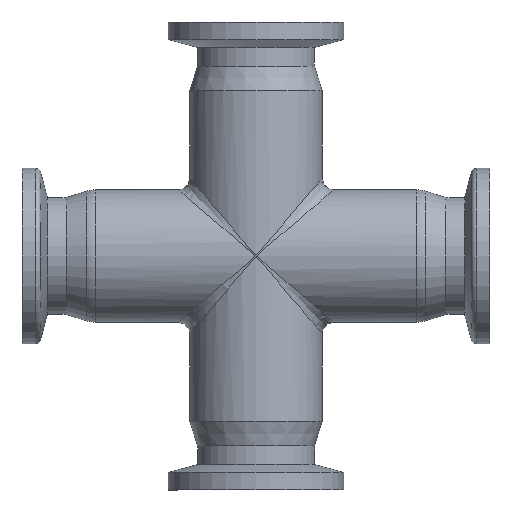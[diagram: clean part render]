
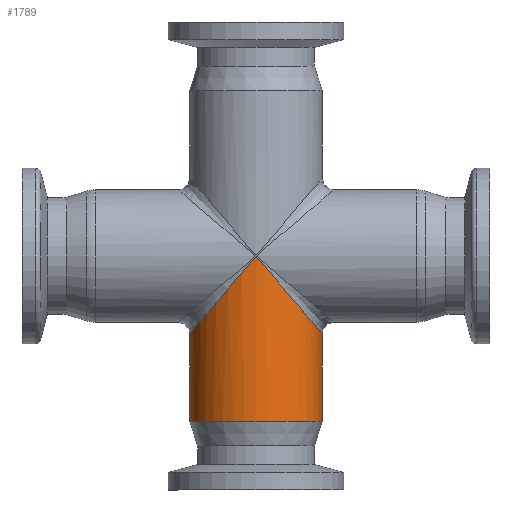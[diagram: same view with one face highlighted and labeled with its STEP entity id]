
A CAD part, front view. The second image highlights one B-rep face of the part: STEP entity #1789.
In plain terms, the highlighted cylindrical face has radius 11.3 mm (diameter 22.6 mm), a partial arc.
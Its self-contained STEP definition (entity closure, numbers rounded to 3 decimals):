
#2 = EDGE_CURVE ( 'NONE', #592, #2045, #1929, .T. ) ;
#49 = CYLINDRICAL_SURFACE ( 'NONE', #2445, 11.3 ) ;
#59 = DIRECTION ( 'NONE',  ( 0., 0., -1. ) ) ;
#71 = CARTESIAN_POINT ( 'NONE',  ( 11.3, 0., -37.5 ) ) ;
#78 = ORIENTED_EDGE ( 'NONE', *, *, #2070, .T. ) ;
#100 = ORIENTED_EDGE ( 'NONE', *, *, #2388, .F. ) ;
#119 = CARTESIAN_POINT ( 'NONE',  ( -11.3, 0., -28.26 ) ) ;
#245 = CARTESIAN_POINT ( 'NONE',  ( -11.3, 0., -37.5 ) ) ;
#251 = AXIS2_PLACEMENT_3D ( 'NONE', #414, #2010, #2127 ) ;
#373 = CARTESIAN_POINT ( 'NONE',  ( -11.3, 0., -13.3 ) ) ;
#414 = CARTESIAN_POINT ( 'NONE',  ( 0., 0., -28.26 ) ) ;
#468 = CARTESIAN_POINT ( 'NONE',  ( 11.3, 0., -13.3 ) ) ;
#549 = DIRECTION ( 'NONE',  ( -1., 0., 0. ) ) ;
#553 = EDGE_CURVE ( 'NONE', #882, #1815, #2418, .T. ) ;
#592 = VERTEX_POINT ( 'NONE', #2303 ) ;
#635 = VECTOR ( 'NONE', #59, 1000. ) ;
#657 = LINE ( 'NONE', #245, #2379 ) ;
#732 = ORIENTED_EDGE ( 'NONE', *, *, #1871, .T. ) ;
#736 = VERTEX_POINT ( 'NONE', #468 ) ;
#742 = CARTESIAN_POINT ( 'NONE',  ( 0., -11.3, 0. ) ) ;
#882 = VERTEX_POINT ( 'NONE', #929 ) ;
#910 = EDGE_LOOP ( 'NONE', ( #100, #732, #1536, #78, #2415 ) ) ;
#929 = CARTESIAN_POINT ( 'NONE',  ( 0., -11.3, 0. ) ) ;
#930 =( BOUNDED_CURVE ( )  B_SPLINE_CURVE ( 3, ( #1191, #993, #1638, #742 ),
 .UNSPECIFIED., .F., .T. ) 
 B_SPLINE_CURVE_WITH_KNOTS ( ( 4, 4 ),
 ( 0., 1.571 ),
 .UNSPECIFIED. ) 
 CURVE ( )  GEOMETRIC_REPRESENTATION_ITEM ( )  RATIONAL_B_SPLINE_CURVE ( ( 1., 0.805, 0.805, 1. ) ) 
 REPRESENTATION_ITEM ( '' )  );
#960 = LINE ( 'NONE', #71, #635 ) ;
#993 = CARTESIAN_POINT ( 'NONE',  ( 11.3, -6.619, -13.3 ) ) ;
#1003 = DIRECTION ( 'NONE',  ( 0., 0., -1. ) ) ;
#1191 = CARTESIAN_POINT ( 'NONE',  ( 11.3, 0., -13.3 ) ) ;
#1536 = ORIENTED_EDGE ( 'NONE', *, *, #553, .T. ) ;
#1638 = CARTESIAN_POINT ( 'NONE',  ( 6.619, -11.3, -7.791 ) ) ;
#1766 = CARTESIAN_POINT ( 'NONE',  ( 0., 0., -37.5 ) ) ;
#1789 = ADVANCED_FACE ( 'NONE', ( #2085 ), #49, .T. ) ;
#1815 = VERTEX_POINT ( 'NONE', #373 ) ;
#1871 = EDGE_CURVE ( 'NONE', #736, #882, #930, .T. ) ;
#1929 = CIRCLE ( 'NONE', #251, 11.3 ) ;
#2010 = DIRECTION ( 'NONE',  ( 0., 0., -1. ) ) ;
#2045 = VERTEX_POINT ( 'NONE', #119 ) ;
#2064 = DIRECTION ( 'NONE',  ( 0., 0., -1. ) ) ;
#2070 = EDGE_CURVE ( 'NONE', #1815, #2045, #657, .T. ) ;
#2085 = FACE_OUTER_BOUND ( 'NONE', #910, .T. ) ;
#2127 = DIRECTION ( 'NONE',  ( -1., 0., 0. ) ) ;
#2263 = CARTESIAN_POINT ( 'NONE',  ( -11.3, 0., -13.3 ) ) ;
#2271 = CARTESIAN_POINT ( 'NONE',  ( -11.3, -6.619, -13.3 ) ) ;
#2303 = CARTESIAN_POINT ( 'NONE',  ( 11.3, 0., -28.26 ) ) ;
#2379 = VECTOR ( 'NONE', #2064, 1000. ) ;
#2388 = EDGE_CURVE ( 'NONE', #736, #592, #960, .T. ) ;
#2415 = ORIENTED_EDGE ( 'NONE', *, *, #2, .F. ) ;
#2418 =( BOUNDED_CURVE ( )  B_SPLINE_CURVE ( 3, ( #2433, #2443, #2271, #2263 ),
 .UNSPECIFIED., .F., .F. ) 
 B_SPLINE_CURVE_WITH_KNOTS ( ( 4, 4 ),
 ( 4.712, 6.283 ),
 .UNSPECIFIED. ) 
 CURVE ( )  GEOMETRIC_REPRESENTATION_ITEM ( )  RATIONAL_B_SPLINE_CURVE ( ( 1., 0.805, 0.805, 1. ) ) 
 REPRESENTATION_ITEM ( '' )  );
#2433 = CARTESIAN_POINT ( 'NONE',  ( 0., -11.3, 0. ) ) ;
#2443 = CARTESIAN_POINT ( 'NONE',  ( -6.619, -11.3, -7.791 ) ) ;
#2445 = AXIS2_PLACEMENT_3D ( 'NONE', #1766, #1003, #549 ) ;
